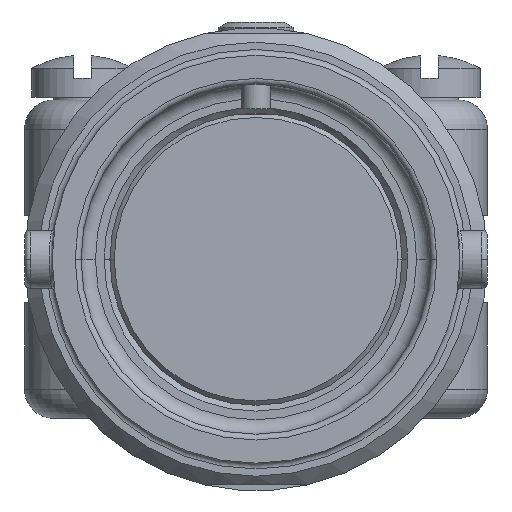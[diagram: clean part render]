
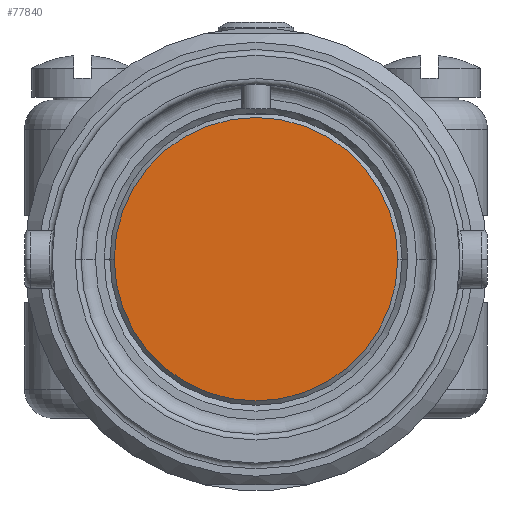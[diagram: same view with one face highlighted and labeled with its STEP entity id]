
A CAD part, front view. The second image highlights one B-rep face of the part: STEP entity #77840.
In plain terms, the highlighted planar face has unit normal (0, -1, 0).
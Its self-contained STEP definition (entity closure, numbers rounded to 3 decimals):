
#77510=CARTESIAN_POINT('',(-4.9,1.5,0.));
#77520=VERTEX_POINT('',#77510);
#77550=CARTESIAN_POINT('',(0.,1.5,0.));
#77560=DIRECTION('',(0.,-1.,0.));
#77570=DIRECTION('',(-1.,0.,0.));
#77580=AXIS2_PLACEMENT_3D('',#77550,#77560,#77570);
#77590=CIRCLE('',#77580,4.9);
#77600=CARTESIAN_POINT('',(4.9,1.5,0.));
#77610=VERTEX_POINT('',#77600);
#77620=EDGE_CURVE('',#77520,#77610,#77590,.T.);
#77740=CARTESIAN_POINT('',(-2.45,1.5,0.));
#77750=DIRECTION('',(-0.,1.,0.));
#77760=DIRECTION('',(1.,0.,0.));
#77770=AXIS2_PLACEMENT_3D('',#77740,#77750,#77760);
#77780=PLANE('',#77770);
#77790=ORIENTED_EDGE('',*,*,#77620,.T.);
#77800=EDGE_CURVE('',#77610,#77520,#77590,.T.);
#77810=ORIENTED_EDGE('',*,*,#77800,.T.);
#77820=EDGE_LOOP('',(#77810,#77790));
#77830=FACE_OUTER_BOUND('',#77820,.T.);
#77840=ADVANCED_FACE('',(#77830),#77780,.F.);
